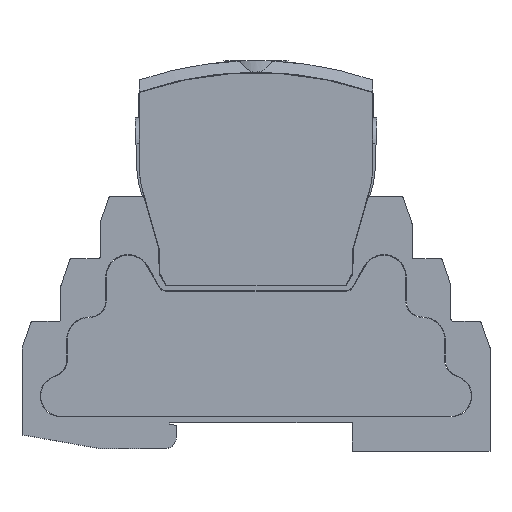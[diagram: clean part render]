
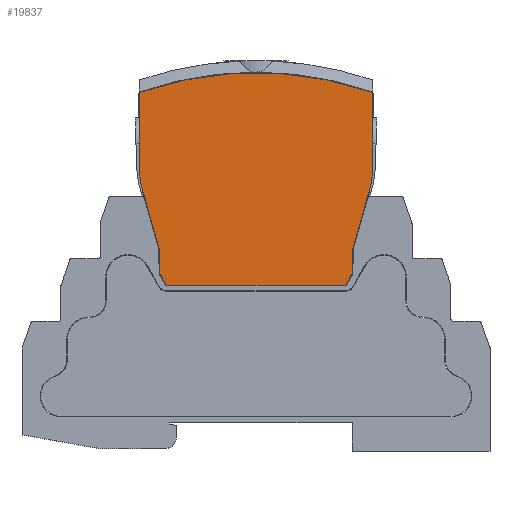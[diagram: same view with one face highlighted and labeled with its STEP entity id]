
A CAD part, top view. The second image highlights one B-rep face of the part: STEP entity #19837.
In plain terms, the highlighted face is planar.
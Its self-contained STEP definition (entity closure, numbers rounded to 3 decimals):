
#431 = CARTESIAN_POINT ( 'NONE',  ( -21.788, 18.145, 0. ) ) ;
#608 = CARTESIAN_POINT ( 'NONE',  ( 18.5, 2.252, 0. ) ) ;
#754 = AXIS2_PLACEMENT_3D ( 'NONE', #5018, #15793, #3411 ) ;
#999 = ORIENTED_EDGE ( 'NONE', *, *, #15484, .F. ) ;
#1027 = ORIENTED_EDGE ( 'NONE', *, *, #16281, .F. ) ;
#1079 = CIRCLE ( 'NONE', #754, 15.8 ) ;
#1135 = VERTEX_POINT ( 'NONE', #431 ) ;
#1258 = CARTESIAN_POINT ( 'NONE',  ( -22.4, 37.087, 0. ) ) ;
#1741 = VERTEX_POINT ( 'NONE', #11498 ) ;
#2570 = VECTOR ( 'NONE', #7670, 1000. ) ;
#2574 = EDGE_CURVE ( 'NONE', #14660, #18564, #16959, .T. ) ;
#2755 = DIRECTION ( 'NONE',  ( 0., 1., 0. ) ) ;
#2806 = LINE ( 'NONE', #5939, #9768 ) ;
#2898 = CARTESIAN_POINT ( 'NONE',  ( -18.582, 6.965, 0. ) ) ;
#2934 = VERTEX_POINT ( 'NONE', #13211 ) ;
#3411 = DIRECTION ( 'NONE',  ( 1., 0., 0. ) ) ;
#3631 = LINE ( 'NONE', #17707, #11812 ) ;
#4044 = EDGE_CURVE ( 'NONE', #8927, #18887, #15556, .T. ) ;
#4154 = CARTESIAN_POINT ( 'NONE',  ( -18.5, 2.252, 0. ) ) ;
#4397 = AXIS2_PLACEMENT_3D ( 'NONE', #5349, #12754, #18976 ) ;
#4510 = ORIENTED_EDGE ( 'NONE', *, *, #18021, .F. ) ;
#4645 = DIRECTION ( 'NONE',  ( 0.5, 0.866, 0. ) ) ;
#4812 = ORIENTED_EDGE ( 'NONE', *, *, #5168, .F. ) ;
#5018 = CARTESIAN_POINT ( 'NONE',  ( 6.6, 22.5, 0. ) ) ;
#5168 = EDGE_CURVE ( 'NONE', #1135, #14660, #12801, .T. ) ;
#5349 = CARTESIAN_POINT ( 'NONE',  ( 6.6, 22.5, 0. ) ) ;
#5379 = CARTESIAN_POINT ( 'NONE',  ( -21.788, 18.145, 0. ) ) ;
#5500 = ORIENTED_EDGE ( 'NONE', *, *, #4044, .F. ) ;
#5631 = ORIENTED_EDGE ( 'NONE', *, *, #15447, .F. ) ;
#5714 = DIRECTION ( 'NONE',  ( 0., 0., 1. ) ) ;
#5881 = VERTEX_POINT ( 'NONE', #19111 ) ;
#5939 = CARTESIAN_POINT ( 'NONE',  ( 18.582, 6.965, 0. ) ) ;
#6275 = ORIENTED_EDGE ( 'NONE', *, *, #15800, .F. ) ;
#7556 = VECTOR ( 'NONE', #7623, 1000. ) ;
#7562 = EDGE_CURVE ( 'NONE', #1741, #14339, #3631, .T. ) ;
#7623 = DIRECTION ( 'NONE',  ( 0.276, 0.961, 0. ) ) ;
#7670 = DIRECTION ( 'NONE',  ( 0.017, -1., 0. ) ) ;
#7692 = CARTESIAN_POINT ( 'NONE',  ( -18.5, 2.252, 0. ) ) ;
#7884 = EDGE_CURVE ( 'NONE', #18887, #16196, #18139, .T. ) ;
#7895 = DIRECTION ( 'NONE',  ( 1., 0., 0. ) ) ;
#8122 = CARTESIAN_POINT ( 'NONE',  ( -6.6, 22.5, 0. ) ) ;
#8244 = ORIENTED_EDGE ( 'NONE', *, *, #13610, .F. ) ;
#8423 = VECTOR ( 'NONE', #2755, 1000. ) ;
#8627 = CIRCLE ( 'NONE', #17207, 15.8 ) ;
#8890 = CARTESIAN_POINT ( 'NONE',  ( 0., -26.8, 0. ) ) ;
#8927 = VERTEX_POINT ( 'NONE', #14466 ) ;
#9150 = CARTESIAN_POINT ( 'NONE',  ( 21.788, 18.145, 0. ) ) ;
#9162 = CARTESIAN_POINT ( 'NONE',  ( -22.4, 37.087, 0. ) ) ;
#9474 = FACE_OUTER_BOUND ( 'NONE', #11671, .T. ) ;
#9768 = VECTOR ( 'NONE', #20166, 1000. ) ;
#9994 = ORIENTED_EDGE ( 'NONE', *, *, #7562, .F. ) ;
#10378 = DIRECTION ( 'NONE',  ( 0.276, -0.961, 0. ) ) ;
#11441 = EDGE_CURVE ( 'NONE', #2934, #1135, #8627, .T. ) ;
#11485 = CARTESIAN_POINT ( 'NONE',  ( 22.4, 37.087, 0. ) ) ;
#11498 = CARTESIAN_POINT ( 'NONE',  ( -17.2, 0., 0. ) ) ;
#11671 = EDGE_LOOP ( 'NONE', ( #1027, #999, #8244, #5631, #9994, #6275, #19011, #4812, #18230, #4510, #19960, #5500 ) ) ;
#11812 = VECTOR ( 'NONE', #7895, 1000. ) ;
#11856 = VERTEX_POINT ( 'NONE', #12536 ) ;
#12161 = PLANE ( 'NONE',  #4397 ) ;
#12216 = DIRECTION ( 'NONE',  ( 0.5, -0.866, 0. ) ) ;
#12252 = LINE ( 'NONE', #9162, #12504 ) ;
#12337 = LINE ( 'NONE', #9150, #7556 ) ;
#12504 = VECTOR ( 'NONE', #20211, 1000. ) ;
#12536 = CARTESIAN_POINT ( 'NONE',  ( 21.788, 18.145, 0. ) ) ;
#12728 = DIRECTION ( 'NONE',  ( 0., 0., 1. ) ) ;
#12754 = DIRECTION ( 'NONE',  ( 0., 0., 1. ) ) ;
#12801 = LINE ( 'NONE', #5379, #18679 ) ;
#13211 = CARTESIAN_POINT ( 'NONE',  ( -22.4, 22.5, 0. ) ) ;
#13610 = EDGE_CURVE ( 'NONE', #14778, #5881, #2806, .T. ) ;
#14339 = VERTEX_POINT ( 'NONE', #16560 ) ;
#14415 = DIRECTION ( 'NONE',  ( -1., 0., 0. ) ) ;
#14466 = CARTESIAN_POINT ( 'NONE',  ( 22.4, 22.5, 0. ) ) ;
#14660 = VERTEX_POINT ( 'NONE', #19721 ) ;
#14778 = VERTEX_POINT ( 'NONE', #608 ) ;
#14806 = VECTOR ( 'NONE', #12216, 1000. ) ;
#15447 = EDGE_CURVE ( 'NONE', #14339, #14778, #15548, .T. ) ;
#15484 = EDGE_CURVE ( 'NONE', #5881, #11856, #12337, .T. ) ;
#15548 = LINE ( 'NONE', #18744, #18433 ) ;
#15556 = LINE ( 'NONE', #18655, #8423 ) ;
#15793 = DIRECTION ( 'NONE',  ( 0., 0., 1. ) ) ;
#15800 = EDGE_CURVE ( 'NONE', #18564, #1741, #18933, .T. ) ;
#16196 = VERTEX_POINT ( 'NONE', #1258 ) ;
#16281 = EDGE_CURVE ( 'NONE', #11856, #8927, #1079, .T. ) ;
#16560 = CARTESIAN_POINT ( 'NONE',  ( 17.2, 0., 0. ) ) ;
#16850 = DIRECTION ( 'NONE',  ( 1., 0., 0. ) ) ;
#16959 = LINE ( 'NONE', #2898, #2570 ) ;
#17207 = AXIS2_PLACEMENT_3D ( 'NONE', #8122, #12728, #14415 ) ;
#17707 = CARTESIAN_POINT ( 'NONE',  ( -17.2, 0., 0. ) ) ;
#18021 = EDGE_CURVE ( 'NONE', #16196, #2934, #12252, .T. ) ;
#18139 = CIRCLE ( 'NONE', #19441, 67.7 ) ;
#18230 = ORIENTED_EDGE ( 'NONE', *, *, #11441, .F. ) ;
#18433 = VECTOR ( 'NONE', #4645, 1000. ) ;
#18564 = VERTEX_POINT ( 'NONE', #4154 ) ;
#18655 = CARTESIAN_POINT ( 'NONE',  ( 22.4, 37.087, 0. ) ) ;
#18679 = VECTOR ( 'NONE', #10378, 1000. ) ;
#18744 = CARTESIAN_POINT ( 'NONE',  ( 18.5, 2.252, 0. ) ) ;
#18887 = VERTEX_POINT ( 'NONE', #11485 ) ;
#18933 = LINE ( 'NONE', #7692, #14806 ) ;
#18976 = DIRECTION ( 'NONE',  ( 1., 0., 0. ) ) ;
#19011 = ORIENTED_EDGE ( 'NONE', *, *, #2574, .F. ) ;
#19111 = CARTESIAN_POINT ( 'NONE',  ( 18.582, 6.965, 0. ) ) ;
#19441 = AXIS2_PLACEMENT_3D ( 'NONE', #8890, #5714, #16850 ) ;
#19721 = CARTESIAN_POINT ( 'NONE',  ( -18.582, 6.965, 0. ) ) ;
#19837 = ADVANCED_FACE ( 'NONE', ( #9474 ), #12161, .F. ) ;
#19960 = ORIENTED_EDGE ( 'NONE', *, *, #7884, .F. ) ;
#20166 = DIRECTION ( 'NONE',  ( 0.017, 1., 0. ) ) ;
#20211 = DIRECTION ( 'NONE',  ( 0., -1., 0. ) ) ;
